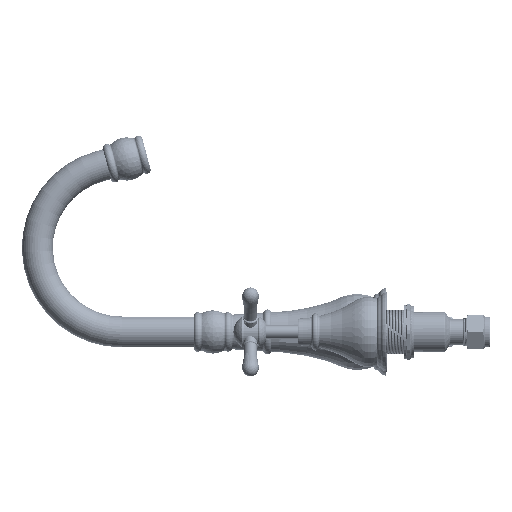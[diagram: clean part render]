
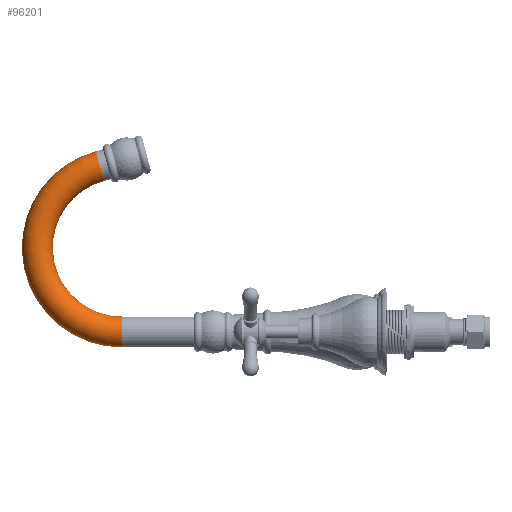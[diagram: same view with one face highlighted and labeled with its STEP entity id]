
A CAD part, left-side view. The second image highlights one B-rep face of the part: STEP entity #96201.
In plain terms, the highlighted toroidal (fillet/blend) face has major radius 60 mm and minor radius 11 mm.
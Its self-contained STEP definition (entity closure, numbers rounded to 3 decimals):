
#5427 = CIRCLE ( 'NONE', #81272, 11. ) ;
#5930 = CARTESIAN_POINT ( 'NONE',  ( 60., 53., 0. ) ) ;
#6301 = AXIS2_PLACEMENT_3D ( 'NONE', #71476, #51782, #49786 ) ;
#7153 = EDGE_CURVE ( 'NONE', #128076, #20537, #5427, .T. ) ;
#8782 = CARTESIAN_POINT ( 'NONE',  ( 0., 53., 0. ) ) ;
#12123 = ORIENTED_EDGE ( 'NONE', *, *, #43176, .F. ) ;
#17467 = DIRECTION ( 'NONE',  ( -1., 0., 0. ) ) ;
#20537 = VERTEX_POINT ( 'NONE', #119858 ) ;
#25822 = AXIS2_PLACEMENT_3D ( 'NONE', #30566, #122124, #124811 ) ;
#30566 = CARTESIAN_POINT ( 'NONE',  ( 60., 53., 0. ) ) ;
#30848 = CARTESIAN_POINT ( 'NONE',  ( 107.33, 65.682, 0. ) ) ;
#34378 = CARTESIAN_POINT ( 'NONE',  ( 117.956, 68.529, 0. ) ) ;
#36397 = ORIENTED_EDGE ( 'NONE', *, *, #129218, .T. ) ;
#37027 = VERTEX_POINT ( 'NONE', #109564 ) ;
#38822 = DIRECTION ( 'NONE',  ( 0., 0., 1. ) ) ;
#40990 = CIRCLE ( 'NONE', #6301, 71. ) ;
#41565 = ORIENTED_EDGE ( 'NONE', *, *, #108408, .T. ) ;
#43176 = EDGE_CURVE ( 'NONE', #37027, #106199, #96775, .T. ) ;
#47348 = DIRECTION ( 'NONE',  ( 0., 0., -1. ) ) ;
#49786 = DIRECTION ( 'NONE',  ( -1., 0., 0. ) ) ;
#50198 = DIRECTION ( 'NONE',  ( 0., 1., 0. ) ) ;
#51782 = DIRECTION ( 'NONE',  ( 0., 0., -1. ) ) ;
#55393 = DIRECTION ( 'NONE',  ( 0., 0., 1. ) ) ;
#55969 = AXIS2_PLACEMENT_3D ( 'NONE', #5930, #47348, #17467 ) ;
#59834 = CARTESIAN_POINT ( 'NONE',  ( 0., 53., 0. ) ) ;
#60516 = DIRECTION ( 'NONE',  ( 0., 1., 0. ) ) ;
#69104 = CIRCLE ( 'NONE', #25822, 49. ) ;
#69211 = ORIENTED_EDGE ( 'NONE', *, *, #7153, .T. ) ;
#70435 = CARTESIAN_POINT ( 'NONE',  ( -11., 53., 0. ) ) ;
#71476 = CARTESIAN_POINT ( 'NONE',  ( 60., 53., 0. ) ) ;
#81272 = AXIS2_PLACEMENT_3D ( 'NONE', #59834, #60516, #38822 ) ;
#84101 = VERTEX_POINT ( 'NONE', #127147 ) ;
#85923 = AXIS2_PLACEMENT_3D ( 'NONE', #34378, #86638, #55393 ) ;
#86638 = DIRECTION ( 'NONE',  ( 0.259, -0.966, 0. ) ) ;
#88707 = FACE_OUTER_BOUND ( 'NONE', #121371, .T. ) ;
#92233 = DIRECTION ( 'NONE',  ( 0., 0., 1. ) ) ;
#96201 = ADVANCED_FACE ( 'NONE', ( #88707 ), #129545, .T. ) ;
#96775 = CIRCLE ( 'NONE', #85923, 11. ) ;
#97570 = CIRCLE ( 'NONE', #121362, 11. ) ;
#106199 = VERTEX_POINT ( 'NONE', #30848 ) ;
#108408 = EDGE_CURVE ( 'NONE', #20537, #84101, #97570, .T. ) ;
#109564 = CARTESIAN_POINT ( 'NONE',  ( 128.581, 71.376, 0. ) ) ;
#114826 = EDGE_CURVE ( 'NONE', #128076, #37027, #40990, .T. ) ;
#119858 = CARTESIAN_POINT ( 'NONE',  ( 0., 53., 11. ) ) ;
#121362 = AXIS2_PLACEMENT_3D ( 'NONE', #8782, #50198, #92233 ) ;
#121371 = EDGE_LOOP ( 'NONE', ( #122044, #69211, #41565, #36397, #12123 ) ) ;
#122044 = ORIENTED_EDGE ( 'NONE', *, *, #114826, .F. ) ;
#122124 = DIRECTION ( 'NONE',  ( 0., 0., -1. ) ) ;
#124811 = DIRECTION ( 'NONE',  ( -1., 0., 0. ) ) ;
#127147 = CARTESIAN_POINT ( 'NONE',  ( 11., 53., 0. ) ) ;
#128076 = VERTEX_POINT ( 'NONE', #70435 ) ;
#129218 = EDGE_CURVE ( 'NONE', #84101, #106199, #69104, .T. ) ;
#129545 = TOROIDAL_SURFACE ( 'NONE', #55969, 60., 11. ) ;
